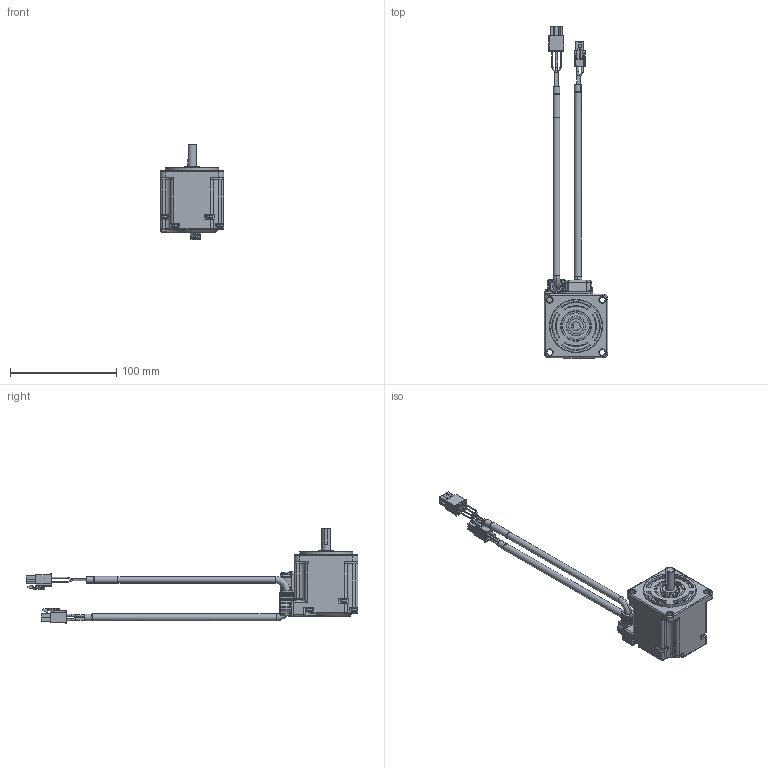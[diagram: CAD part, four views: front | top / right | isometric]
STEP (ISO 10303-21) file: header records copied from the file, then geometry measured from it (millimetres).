
FILE_DESCRIPTION( ('This file contains a STEP AP42 implementation' ,'as created by ZW3D STEP Interface translator.') ,'2;1' );
FILE_NAME( 'MQ010A-N2L.stp' ,'221117.114531', (''), ('ZWCAD Software Co.'), 'Version 1.0', 'ZW3D to STEP translator', '' );
FILE_SCHEMA(('AUTOMOTIVE_DESIGN { 1 0 10303 214 1 1 1 1 }'));
Length unit declared in the file: millimetre
Products named in the file (1): 0
Bounding box: 60 x 312.95 x 89.98 mm (x, y, z)
Surface area: 42366.1 mm2 (no closed solid volume)
Topology: 0 solids, 1 shells, 2135 faces, 5720 edges, 3641 vertices
Faces by surface type: plane 1161, cylinder 681, torus 103, cone 82, bspline 59, sphere 49
Full cylindrical faces by diameter (mm): 0.98 x18, 1.76 x12, 2.6 x10, 3.5 x8, 4 x4, 4.8 x4, 5.4 x4, 5.8 x1, 6.2 x2, 6.3 x2, 6.5 x3, 7.4 x2, 7.992 x1, 8.5 x4, 8.6 x2, 9.4 x1, 9.8 x9, 10 x11, 11 x10, 11.2 x12, 13.992 x1, 17 x1, 17.4 x1, 25 x1, 28 x1, 50 x1
Entity records: 75981 total; most frequent: CARTESIAN_POINT 20527, ORIENTED_EDGE 11382, DIRECTION 10974, EDGE_CURVE 5694, AXIS2_PLACEMENT_3D 3750, VERTEX_POINT 3641, VECTOR 3474, LINE 3474
